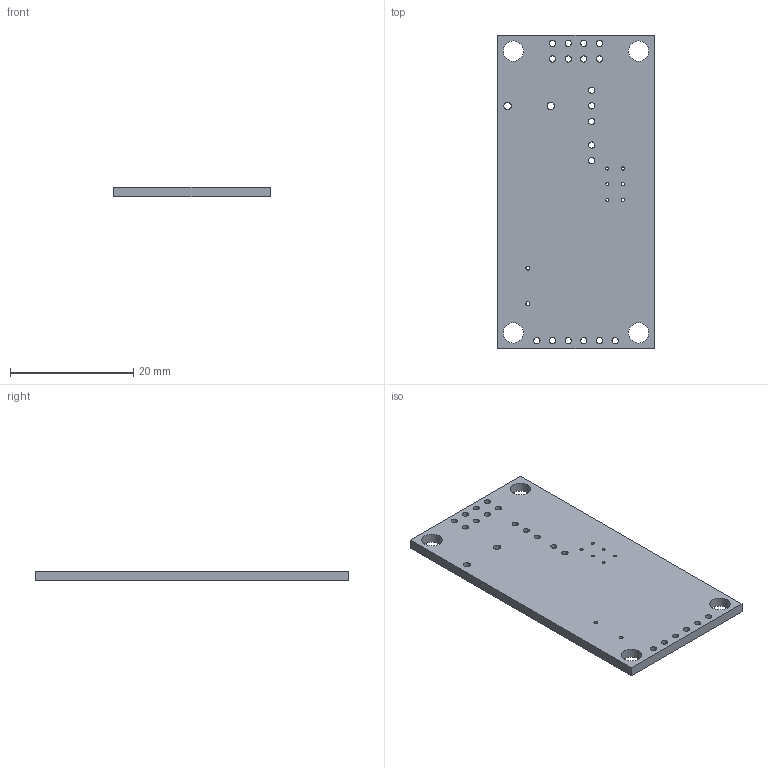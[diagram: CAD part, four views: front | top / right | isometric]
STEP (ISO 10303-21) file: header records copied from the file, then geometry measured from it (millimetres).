
FILE_DESCRIPTION(('KiCad electronic assembly'),'2;1');
FILE_NAME('kicadBoard.step','2022-11-07T09:28:32',('Pcbnew'),('Kicad'), 'Open CASCADE STEP processor 7.6','KiCad to STEP converter','Unknown' );
FILE_SCHEMA(('AUTOMOTIVE_DESIGN { 1 0 10303 214 1 1 1 1 }'));
Length unit declared in the file: millimetre
Products named in the file (2): kicadBoard 1; _autosave-kicadBoard PCB
Assembly tree (1 placements, depth 2):
  kicadBoard 1
    _autosave-kicadBoard PCB
Bounding box: 25.4 x 50.8 x 1.6 mm (x, y, z)
Volume: 1978.4 mm3; surface area: 2914.2 mm2
Topology: 1 solids, 1 shells, 39 faces, 111 edges, 74 vertices
Faces by surface type: cylinder 33, plane 6
Full cylindrical faces by diameter (mm): 0.508 x6, 0.65 x2, 1.016 x19, 1.2 x2, 3.302 x4
Entity records: 3131 total; most frequent: CARTESIAN_POINT 844, DIRECTION 415, ORIENTED_EDGE 222, PCURVE 222, DEFINITIONAL_REPRESENTATION 222, LINE 201, VECTOR 201, EDGE_CURVE 111
